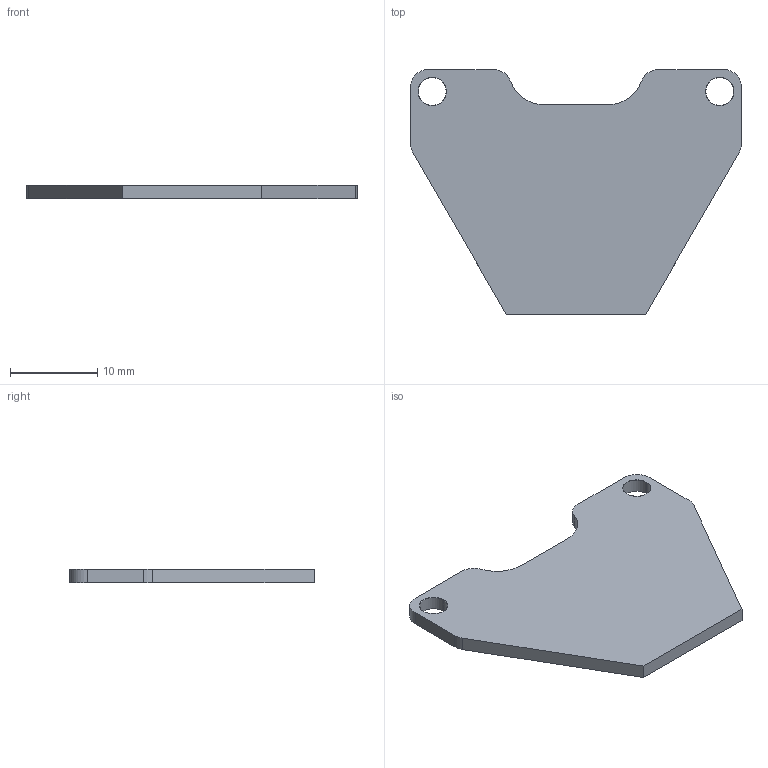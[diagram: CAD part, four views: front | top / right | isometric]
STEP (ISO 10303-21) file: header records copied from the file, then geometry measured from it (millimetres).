
FILE_DESCRIPTION (( 'STEP AP203' ), '1' );
FILE_NAME ('Mag_Encoder_TLE5501_Rev02.step', '2020-02-11T13:58:22', ( '' ), ( '' ), 'SwSTEP 2.0', 'SolidWorks 2019', '' );
FILE_SCHEMA (( 'CONFIG_CONTROL_DESIGN' ));
Length unit declared in the file: millimetre
Products named in the file (1): Mag_Encoder_TLE5501_Rev02
Bounding box: 38 x 28.07 x 1.6 mm (x, y, z)
Volume: 1253.2 mm3; surface area: 1786.8 mm2
Topology: 1 solids, 1 shells, 26 faces, 68 edges, 44 vertices
Faces by surface type: cylinder 12, plane 10, cone 4
Entity records: 893 total; most frequent: DIRECTION 150, CARTESIAN_POINT 139, ORIENTED_EDGE 136, EDGE_CURVE 68, AXIS2_PLACEMENT_3D 55, VERTEX_POINT 44, LINE 40, VECTOR 40
